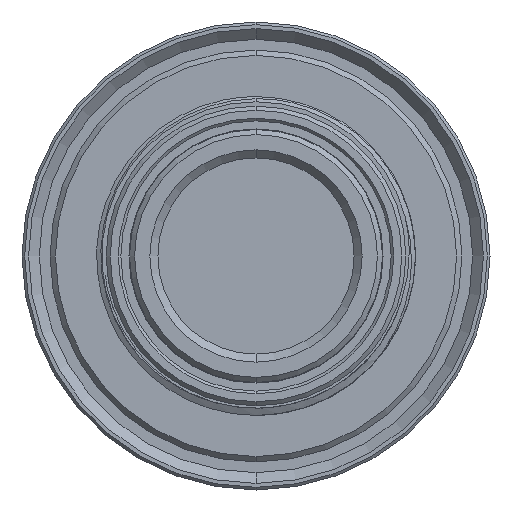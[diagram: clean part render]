
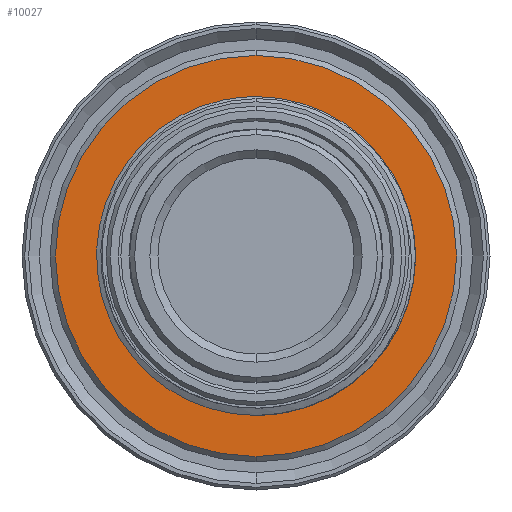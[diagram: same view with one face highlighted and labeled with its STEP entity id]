
A CAD part, left-side view. The second image highlights one B-rep face of the part: STEP entity #10027.
In plain terms, the highlighted face is planar.
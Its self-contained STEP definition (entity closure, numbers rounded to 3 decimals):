
#865 = CONICAL_SURFACE('',#866,7.498,0.785);
#866 = AXIS2_PLACEMENT_3D('',#867,#868,#869);
#867 = CARTESIAN_POINT('',(0.,14.733,0.));
#868 = DIRECTION('',(-0.,1.,-0.));
#869 = DIRECTION('',(0.,0.,1.));
#901 = EDGE_CURVE('',#902,#904,#906,.T.);
#902 = VERTEX_POINT('',#903);
#903 = CARTESIAN_POINT('',(0.,14.733,
    -7.498));
#904 = VERTEX_POINT('',#905);
#905 = CARTESIAN_POINT('',(0.,14.733,7.498));
#906 = SURFACE_CURVE('',#907,(#912,#919),.PCURVE_S1.);
#907 = CIRCLE('',#908,7.498);
#908 = AXIS2_PLACEMENT_3D('',#909,#910,#911);
#909 = CARTESIAN_POINT('',(0.,14.733,0.));
#910 = DIRECTION('',(0.,-1.,0.));
#911 = DIRECTION('',(0.,0.,-1.));
#912 = PCURVE('',#865,#913);
#913 = DEFINITIONAL_REPRESENTATION('',(#914),#918);
#914 = LINE('',#915,#916);
#915 = CARTESIAN_POINT('',(3.142,0.));
#916 = VECTOR('',#917,1.);
#917 = DIRECTION('',(-1.,0.));
#918 = ( GEOMETRIC_REPRESENTATION_CONTEXT(2) 
PARAMETRIC_REPRESENTATION_CONTEXT() REPRESENTATION_CONTEXT('2D SPACE',''
  ) );
#919 = PCURVE('',#920,#925);
#920 = PLANE('',#921);
#921 = AXIS2_PLACEMENT_3D('',#922,#923,#924);
#922 = CARTESIAN_POINT('',(5.11,14.733,0.));
#923 = DIRECTION('',(0.,-1.,0.));
#924 = DIRECTION('',(0.,-0.,-1.));
#925 = DEFINITIONAL_REPRESENTATION('',(#926),#930);
#926 = CIRCLE('',#927,7.498);
#927 = AXIS2_PLACEMENT_2D('',#928,#929);
#928 = CARTESIAN_POINT('',(0.,-5.11));
#929 = DIRECTION('',(1.,0.));
#930 = ( GEOMETRIC_REPRESENTATION_CONTEXT(2) 
PARAMETRIC_REPRESENTATION_CONTEXT() REPRESENTATION_CONTEXT('2D SPACE',''
  ) );
#946 = CONICAL_SURFACE('',#947,7.498,0.785);
#947 = AXIS2_PLACEMENT_3D('',#948,#949,#950);
#948 = CARTESIAN_POINT('',(0.,14.733,0.));
#949 = DIRECTION('',(-0.,1.,-0.));
#950 = DIRECTION('',(0.,0.,1.));
#983 = EDGE_CURVE('',#984,#986,#988,.T.);
#984 = VERTEX_POINT('',#985);
#985 = CARTESIAN_POINT('',(0.,14.733,-5.11));
#986 = VERTEX_POINT('',#987);
#987 = CARTESIAN_POINT('',(0.,14.733,
    5.11));
#988 = SURFACE_CURVE('',#989,(#994,#1006),.PCURVE_S1.);
#989 = CIRCLE('',#990,5.11);
#990 = AXIS2_PLACEMENT_3D('',#991,#992,#993);
#991 = CARTESIAN_POINT('',(0.,14.733,0.));
#992 = DIRECTION('',(0.,-1.,0.));
#993 = DIRECTION('',(0.,0.,-1.));
#994 = PCURVE('',#995,#1000);
#995 = CYLINDRICAL_SURFACE('',#996,5.11);
#996 = AXIS2_PLACEMENT_3D('',#997,#998,#999);
#997 = CARTESIAN_POINT('',(0.,22.885,0.));
#998 = DIRECTION('',(0.,-1.,0.));
#999 = DIRECTION('',(0.,0.,-1.));
#1000 = DEFINITIONAL_REPRESENTATION('',(#1001),#1005);
#1001 = LINE('',#1002,#1003);
#1002 = CARTESIAN_POINT('',(0.,8.152));
#1003 = VECTOR('',#1004,1.);
#1004 = DIRECTION('',(1.,0.));
#1005 = ( GEOMETRIC_REPRESENTATION_CONTEXT(2) 
PARAMETRIC_REPRESENTATION_CONTEXT() REPRESENTATION_CONTEXT('2D SPACE',''
  ) );
#1006 = PCURVE('',#920,#1007);
#1007 = DEFINITIONAL_REPRESENTATION('',(#1008),#1012);
#1008 = CIRCLE('',#1009,5.11);
#1009 = AXIS2_PLACEMENT_2D('',#1010,#1011);
#1010 = CARTESIAN_POINT('',(0.,-5.11));
#1011 = DIRECTION('',(1.,0.));
#1012 = ( GEOMETRIC_REPRESENTATION_CONTEXT(2) 
PARAMETRIC_REPRESENTATION_CONTEXT() REPRESENTATION_CONTEXT('2D SPACE',''
  ) );
#1030 = CYLINDRICAL_SURFACE('',#1031,5.11);
#1031 = AXIS2_PLACEMENT_3D('',#1032,#1033,#1034);
#1032 = CARTESIAN_POINT('',(0.,22.885,0.));
#1033 = DIRECTION('',(0.,-1.,0.));
#1034 = DIRECTION('',(0.,0.,-1.));
#10004 = EDGE_CURVE('',#986,#984,#10005,.T.);
#10005 = SURFACE_CURVE('',#10006,(#10011,#10018),.PCURVE_S1.);
#10006 = CIRCLE('',#10007,5.11);
#10007 = AXIS2_PLACEMENT_3D('',#10008,#10009,#10010);
#10008 = CARTESIAN_POINT('',(0.,14.733,0.));
#10009 = DIRECTION('',(0.,-1.,0.));
#10010 = DIRECTION('',(0.,0.,-1.));
#10011 = PCURVE('',#1030,#10012);
#10012 = DEFINITIONAL_REPRESENTATION('',(#10013),#10017);
#10013 = LINE('',#10014,#10015);
#10014 = CARTESIAN_POINT('',(0.,8.152));
#10015 = VECTOR('',#10016,1.);
#10016 = DIRECTION('',(1.,0.));
#10017 = ( GEOMETRIC_REPRESENTATION_CONTEXT(2) 
PARAMETRIC_REPRESENTATION_CONTEXT() REPRESENTATION_CONTEXT('2D SPACE',''
  ) );
#10018 = PCURVE('',#920,#10019);
#10019 = DEFINITIONAL_REPRESENTATION('',(#10020),#10024);
#10020 = CIRCLE('',#10021,5.11);
#10021 = AXIS2_PLACEMENT_2D('',#10022,#10023);
#10022 = CARTESIAN_POINT('',(0.,-5.11));
#10023 = DIRECTION('',(1.,0.));
#10024 = ( GEOMETRIC_REPRESENTATION_CONTEXT(2) 
PARAMETRIC_REPRESENTATION_CONTEXT() REPRESENTATION_CONTEXT('2D SPACE',''
  ) );
#10027 = ADVANCED_FACE('',(#10028,#10053),#920,.T.);
#10028 = FACE_BOUND('',#10029,.T.);
#10029 = EDGE_LOOP('',(#10030,#10052));
#10030 = ORIENTED_EDGE('',*,*,#10031,.T.);
#10031 = EDGE_CURVE('',#904,#902,#10032,.T.);
#10032 = SURFACE_CURVE('',#10033,(#10038,#10045),.PCURVE_S1.);
#10033 = CIRCLE('',#10034,7.498);
#10034 = AXIS2_PLACEMENT_3D('',#10035,#10036,#10037);
#10035 = CARTESIAN_POINT('',(0.,14.733,0.));
#10036 = DIRECTION('',(0.,-1.,0.));
#10037 = DIRECTION('',(0.,0.,-1.));
#10038 = PCURVE('',#920,#10039);
#10039 = DEFINITIONAL_REPRESENTATION('',(#10040),#10044);
#10040 = CIRCLE('',#10041,7.498);
#10041 = AXIS2_PLACEMENT_2D('',#10042,#10043);
#10042 = CARTESIAN_POINT('',(0.,-5.11));
#10043 = DIRECTION('',(1.,0.));
#10044 = ( GEOMETRIC_REPRESENTATION_CONTEXT(2) 
PARAMETRIC_REPRESENTATION_CONTEXT() REPRESENTATION_CONTEXT('2D SPACE',''
  ) );
#10045 = PCURVE('',#946,#10046);
#10046 = DEFINITIONAL_REPRESENTATION('',(#10047),#10051);
#10047 = LINE('',#10048,#10049);
#10048 = CARTESIAN_POINT('',(9.425,0.));
#10049 = VECTOR('',#10050,1.);
#10050 = DIRECTION('',(-1.,0.));
#10051 = ( GEOMETRIC_REPRESENTATION_CONTEXT(2) 
PARAMETRIC_REPRESENTATION_CONTEXT() REPRESENTATION_CONTEXT('2D SPACE',''
  ) );
#10052 = ORIENTED_EDGE('',*,*,#901,.T.);
#10053 = FACE_BOUND('',#10054,.T.);
#10054 = EDGE_LOOP('',(#10055,#10056));
#10055 = ORIENTED_EDGE('',*,*,#983,.F.);
#10056 = ORIENTED_EDGE('',*,*,#10004,.F.);
